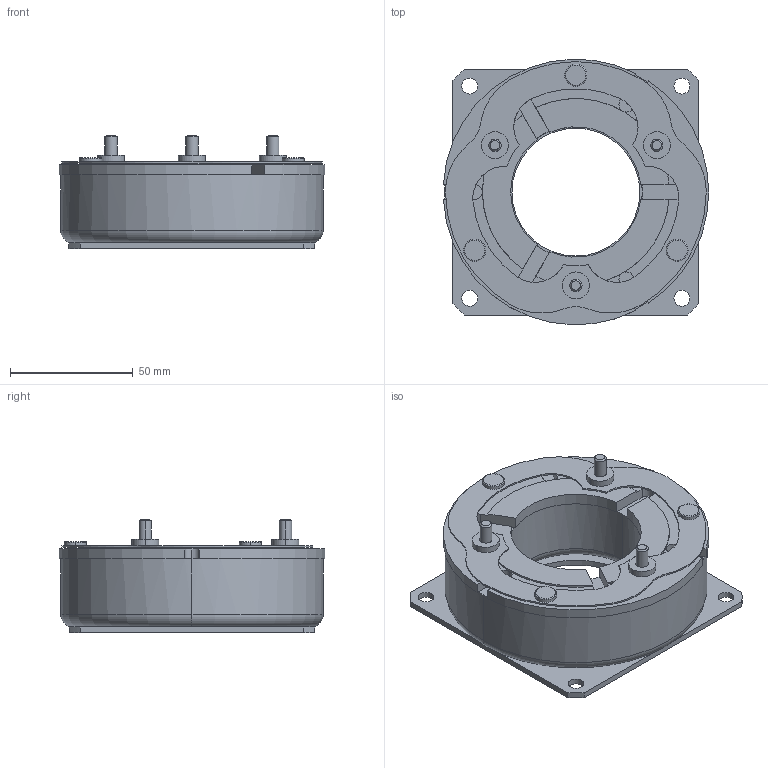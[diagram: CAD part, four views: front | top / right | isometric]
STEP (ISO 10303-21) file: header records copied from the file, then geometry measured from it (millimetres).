
FILE_DESCRIPTION (( 'STEP AP203' ), '1' );
FILE_NAME ('VBEH 2.5_23657100(１体）.STEP', '2016-03-07T02:21:07', ( ' ' ), ( '' ), 'SwSTEP 2.0', 'SolidWorks 2009', '' );
FILE_SCHEMA (( 'CONFIG_CONTROL_DESIGN' ));
Length unit declared in the file: millimetre
Products named in the file (1): VBEH 2.5_23657100(１体）
Bounding box: 107.92 x 107.96 x 46.2 mm (x, y, z)
Volume: 230738.9 mm3; surface area: 46195.7 mm2
Topology: 1 solids, 1 shells, 144 faces, 370 edges, 234 vertices
Faces by surface type: cylinder 80, plane 48, torus 10, cone 6
Entity records: 4554 total; most frequent: DIRECTION 875, CARTESIAN_POINT 749, ORIENTED_EDGE 740, EDGE_CURVE 370, AXIS2_PLACEMENT_3D 360, VERTEX_POINT 234, CIRCLE 215, EDGE_LOOP 166
